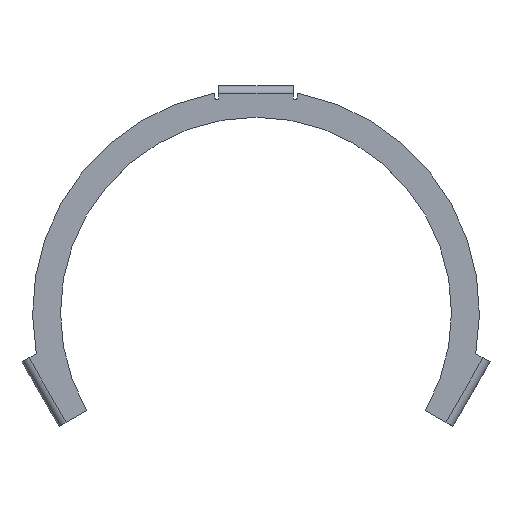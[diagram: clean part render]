
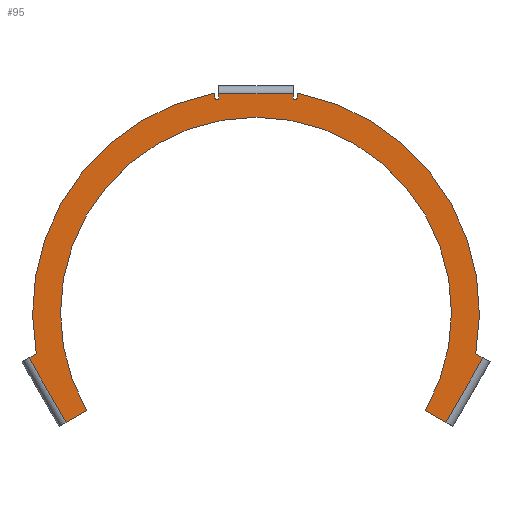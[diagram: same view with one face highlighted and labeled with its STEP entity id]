
A CAD part, top view. The second image highlights one B-rep face of the part: STEP entity #95.
In plain terms, the highlighted planar face has unit normal (0, 0, 1).
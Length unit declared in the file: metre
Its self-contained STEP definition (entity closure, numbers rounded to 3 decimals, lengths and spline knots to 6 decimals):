
#95 = ADVANCED_FACE( '', ( #176 ), #177, .T. );
#176 = FACE_OUTER_BOUND( '', #337, .T. );
#177 = PLANE( '', #338 );
#337 = EDGE_LOOP( '', ( #522, #523, #524, #525, #526, #527, #528, #529, #530, #531, #532, #533, #534, #535, #536, #537, #538, #539 ) );
#338 = AXIS2_PLACEMENT_3D( '', #540, #541, #542 );
#522 = ORIENTED_EDGE( '', *, *, #1113, .T. );
#523 = ORIENTED_EDGE( '', *, *, #1114, .T. );
#524 = ORIENTED_EDGE( '', *, *, #1115, .T. );
#525 = ORIENTED_EDGE( '', *, *, #1116, .T. );
#526 = ORIENTED_EDGE( '', *, *, #1117, .T. );
#527 = ORIENTED_EDGE( '', *, *, #1097, .T. );
#528 = ORIENTED_EDGE( '', *, *, #1118, .F. );
#529 = ORIENTED_EDGE( '', *, *, #1119, .T. );
#530 = ORIENTED_EDGE( '', *, *, #1120, .T. );
#531 = ORIENTED_EDGE( '', *, *, #1121, .F. );
#532 = ORIENTED_EDGE( '', *, *, #1122, .T. );
#533 = ORIENTED_EDGE( '', *, *, #1123, .F. );
#534 = ORIENTED_EDGE( '', *, *, #1124, .F. );
#535 = ORIENTED_EDGE( '', *, *, #1095, .T. );
#536 = ORIENTED_EDGE( '', *, *, #1125, .T. );
#537 = ORIENTED_EDGE( '', *, *, #1126, .F. );
#538 = ORIENTED_EDGE( '', *, *, #1127, .T. );
#539 = ORIENTED_EDGE( '', *, *, #1128, .F. );
#540 = CARTESIAN_POINT( '', ( 0., 0., 0. ) );
#541 = DIRECTION( '', ( 0., 0., 1. ) );
#542 = DIRECTION( '', ( 1., 0., 0. ) );
#1095 = EDGE_CURVE( '', #1290, #1288, #1291, .T. );
#1097 = EDGE_CURVE( '', #1293, #1294, #1295, .T. );
#1113 = EDGE_CURVE( '', #1325, #1326, #1327, .T. );
#1114 = EDGE_CURVE( '', #1326, #1328, #1329, .T. );
#1115 = EDGE_CURVE( '', #1328, #1330, #1331, .F. );
#1116 = EDGE_CURVE( '', #1330, #1332, #1333, .T. );
#1117 = EDGE_CURVE( '', #1332, #1293, #1334, .T. );
#1118 = EDGE_CURVE( '', #1335, #1294, #1336, .T. );
#1119 = EDGE_CURVE( '', #1335, #1337, #1338, .T. );
#1120 = EDGE_CURVE( '', #1337, #1339, #1340, .T. );
#1121 = EDGE_CURVE( '', #1341, #1339, #1342, .T. );
#1122 = EDGE_CURVE( '', #1341, #1343, #1344, .T. );
#1123 = EDGE_CURVE( '', #1345, #1343, #1346, .T. );
#1124 = EDGE_CURVE( '', #1290, #1345, #1347, .T. );
#1125 = EDGE_CURVE( '', #1288, #1348, #1349, .T. );
#1126 = EDGE_CURVE( '', #1350, #1348, #1351, .T. );
#1127 = EDGE_CURVE( '', #1350, #1352, #1353, .F. );
#1128 = EDGE_CURVE( '', #1325, #1352, #1354, .T. );
#1288 = VERTEX_POINT( '', #1600 );
#1290 = VERTEX_POINT( '', #1603 );
#1291 = CIRCLE( '', #1604, 0.12 );
#1293 = VERTEX_POINT( '', #1607 );
#1294 = VERTEX_POINT( '', #1608 );
#1295 = CIRCLE( '', #1609, 0.12 );
#1325 = VERTEX_POINT( '', #1647 );
#1326 = VERTEX_POINT( '', #1648 );
#1327 = LINE( '', #1649, #1650 );
#1328 = VERTEX_POINT( '', #1651 );
#1329 = LINE( '', #1652, #1653 );
#1330 = VERTEX_POINT( '', #1654 );
#1331 = CIRCLE( '', #1655, 0.001063 );
#1332 = VERTEX_POINT( '', #1656 );
#1333 = LINE( '', #1657, #1658 );
#1334 = LINE( '', #1659, #1660 );
#1335 = VERTEX_POINT( '', #1661 );
#1336 = LINE( '', #1662, #1663 );
#1337 = VERTEX_POINT( '', #1664 );
#1338 = LINE( '', #1665, #1666 );
#1339 = VERTEX_POINT( '', #1667 );
#1340 = LINE( '', #1668, #1669 );
#1341 = VERTEX_POINT( '', #1670 );
#1342 = CIRCLE( '', #1671, 0.105 );
#1343 = VERTEX_POINT( '', #1672 );
#1344 = LINE( '', #1673, #1674 );
#1345 = VERTEX_POINT( '', #1675 );
#1346 = LINE( '', #1676, #1677 );
#1347 = LINE( '', #1678, #1679 );
#1348 = VERTEX_POINT( '', #1680 );
#1349 = LINE( '', #1681, #1682 );
#1350 = VERTEX_POINT( '', #1683 );
#1351 = LINE( '', #1684, #1685 );
#1352 = VERTEX_POINT( '', #1686 );
#1353 = CIRCLE( '', #1687, 0.001063 );
#1354 = LINE( '', #1688, #1689 );
#1600 = CARTESIAN_POINT( '', ( 0.023382, 0.1177, 0. ) );
#1603 = CARTESIAN_POINT( '', ( 0.11798, -0.021928, 0. ) );
#1604 = AXIS2_PLACEMENT_3D( '', #2047, #2048, #2049 );
#1607 = CARTESIAN_POINT( '', ( -0.023382, 0.1177, 0. ) );
#1608 = CARTESIAN_POINT( '', ( -0.11798, -0.021928, 0. ) );
#1609 = AXIS2_PLACEMENT_3D( '', #2051, #2052, #2053 );
#1647 = CARTESIAN_POINT( '', ( 0.02, 0.1177, 0. ) );
#1648 = CARTESIAN_POINT( '', ( -0.02, 0.1177, 0. ) );
#1649 = CARTESIAN_POINT( '', ( 0., 0.1177, 0. ) );
#1650 = VECTOR( '', #2083, 1. );
#1651 = CARTESIAN_POINT( '', ( -0.02, 0.115313, 0. ) );
#1652 = CARTESIAN_POINT( '', ( -0.02, 0., 0. ) );
#1653 = VECTOR( '', #2084, 1. );
#1654 = CARTESIAN_POINT( '', ( -0.022125, 0.115313, 0. ) );
#1655 = AXIS2_PLACEMENT_3D( '', #2085, #2086, #2087 );
#1656 = CARTESIAN_POINT( '', ( -0.022125, 0.1177, 0. ) );
#1657 = CARTESIAN_POINT( '', ( -0.022125, 0., 0. ) );
#1658 = VECTOR( '', #2088, 1. );
#1659 = CARTESIAN_POINT( '', ( 0., 0.1177, 0. ) );
#1660 = VECTOR( '', #2089, 1. );
#1661 = CARTESIAN_POINT( '', ( -0.121931, -0.024209, 0. ) );
#1662 = CARTESIAN_POINT( '', ( -0.117428, -0.021609, 0. ) );
#1663 = VECTOR( '', #2090, 1. );
#1664 = CARTESIAN_POINT( '', ( -0.101931, -0.05885, 0. ) );
#1665 = CARTESIAN_POINT( '', ( -0.101931, -0.05885, 0. ) );
#1666 = VECTOR( '', #2091, 1. );
#1667 = CARTESIAN_POINT( '', ( -0.090933, -0.0525, 0. ) );
#1668 = CARTESIAN_POINT( '', ( 0., 0., 0. ) );
#1669 = VECTOR( '', #2092, 1. );
#1670 = CARTESIAN_POINT( '', ( 0.090933, -0.0525, 0. ) );
#1671 = AXIS2_PLACEMENT_3D( '', #2093, #2094, #2095 );
#1672 = CARTESIAN_POINT( '', ( 0.101931, -0.05885, 0. ) );
#1673 = CARTESIAN_POINT( '', ( 0., 0., 0. ) );
#1674 = VECTOR( '', #2096, 1. );
#1675 = CARTESIAN_POINT( '', ( 0.121931, -0.024209, 0. ) );
#1676 = CARTESIAN_POINT( '', ( 0.111931, -0.041529, 0. ) );
#1677 = VECTOR( '', #2097, 1. );
#1678 = CARTESIAN_POINT( '', ( 0.117428, -0.021609, 0. ) );
#1679 = VECTOR( '', #2098, 1. );
#1680 = CARTESIAN_POINT( '', ( 0.022125, 0.1177, 0. ) );
#1681 = CARTESIAN_POINT( '', ( 0., 0.1177, 0. ) );
#1682 = VECTOR( '', #2099, 1. );
#1683 = CARTESIAN_POINT( '', ( 0.022125, 0.115313, 0. ) );
#1684 = CARTESIAN_POINT( '', ( 0.022125, 0., 0. ) );
#1685 = VECTOR( '', #2100, 1. );
#1686 = CARTESIAN_POINT( '', ( 0.02, 0.115313, 0. ) );
#1687 = AXIS2_PLACEMENT_3D( '', #2101, #2102, #2103 );
#1688 = CARTESIAN_POINT( '', ( 0.02, 0., 0. ) );
#1689 = VECTOR( '', #2104, 1. );
#2047 = CARTESIAN_POINT( '', ( 0., 0., 0. ) );
#2048 = DIRECTION( '', ( 0., 0., 1. ) );
#2049 = DIRECTION( '', ( 1., 0., 0. ) );
#2051 = CARTESIAN_POINT( '', ( 0., 0., 0. ) );
#2052 = DIRECTION( '', ( 0., 0., 1. ) );
#2053 = DIRECTION( '', ( 1., 0., 0. ) );
#2083 = DIRECTION( '', ( -1., 0., 0. ) );
#2084 = DIRECTION( '', ( 0., -1., 0. ) );
#2085 = CARTESIAN_POINT( '', ( -0.021063, 0.115313, 0. ) );
#2086 = DIRECTION( '', ( 0., 0., 1. ) );
#2087 = DIRECTION( '', ( 1., 0., 0. ) );
#2088 = DIRECTION( '', ( 0., 1., 0. ) );
#2089 = DIRECTION( '', ( -1., 0., 0. ) );
#2090 = DIRECTION( '', ( 0.866, 0.5, 0. ) );
#2091 = DIRECTION( '', ( 0.5, -0.866, 0. ) );
#2092 = DIRECTION( '', ( 0.866, 0.5, 0. ) );
#2093 = CARTESIAN_POINT( '', ( 0., 0., 0. ) );
#2094 = DIRECTION( '', ( 0., 0., 1. ) );
#2095 = DIRECTION( '', ( 1., 0., 0. ) );
#2096 = DIRECTION( '', ( 0.866, -0.5, 0. ) );
#2097 = DIRECTION( '', ( -0.5, -0.866, 0. ) );
#2098 = DIRECTION( '', ( 0.866, -0.5, 0. ) );
#2099 = DIRECTION( '', ( -1., 0., 0. ) );
#2100 = DIRECTION( '', ( 0., 1., 0. ) );
#2101 = CARTESIAN_POINT( '', ( 0.021063, 0.115313, 0. ) );
#2102 = DIRECTION( '', ( 0., 0., 1. ) );
#2103 = DIRECTION( '', ( 1., 0., 0. ) );
#2104 = DIRECTION( '', ( 0., -1., 0. ) );
